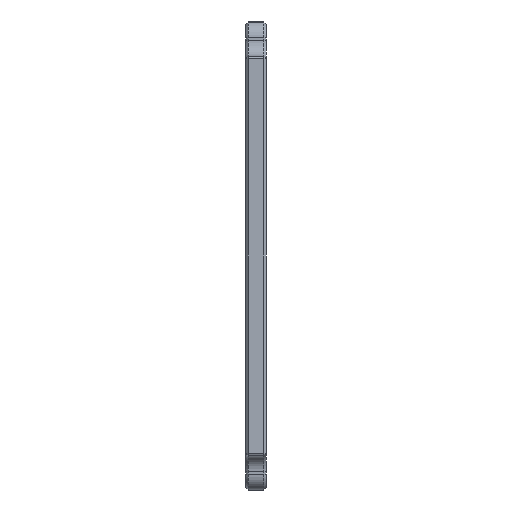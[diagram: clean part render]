
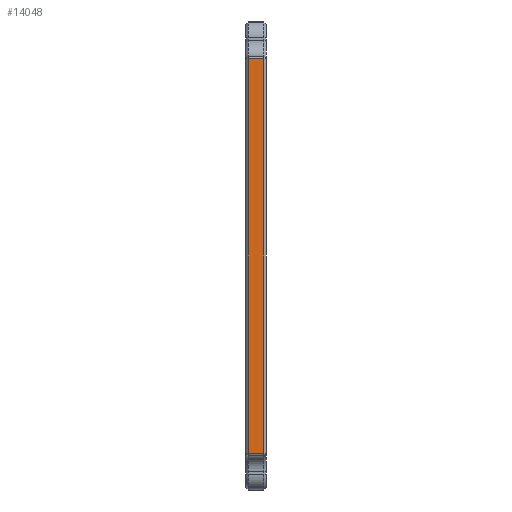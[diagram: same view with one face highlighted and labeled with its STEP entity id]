
A CAD part, left-side view. The second image highlights one B-rep face of the part: STEP entity #14048.
In plain terms, the highlighted planar face has unit normal (-1, 0, 0).
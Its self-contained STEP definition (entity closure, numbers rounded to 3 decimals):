
#189=PLANE('',#15207);
#738=FACE_OUTER_BOUND('',#1559,.T.);
#1559=EDGE_LOOP('',(#10895,#10896,#10897,#10898));
#2951=LINE('',#22196,#4642);
#2972=LINE('',#22256,#4663);
#2973=LINE('',#22260,#4664);
#2974=LINE('',#22261,#4665);
#4642=VECTOR('',#17585,10.);
#4663=VECTOR('',#17656,10.);
#4664=VECTOR('',#17661,10.);
#4665=VECTOR('',#17662,10.);
#7077=VERTEX_POINT('',#22193);
#7078=VERTEX_POINT('',#22195);
#7092=VERTEX_POINT('',#22255);
#7093=VERTEX_POINT('',#22259);
#8547=EDGE_CURVE('',#7077,#7078,#2951,.T.);
#8577=EDGE_CURVE('',#7078,#7092,#2972,.T.);
#8579=EDGE_CURVE('',#7093,#7077,#2973,.T.);
#8580=EDGE_CURVE('',#7092,#7093,#2974,.T.);
#10895=ORIENTED_EDGE('',*,*,#8547,.F.);
#10896=ORIENTED_EDGE('',*,*,#8579,.F.);
#10897=ORIENTED_EDGE('',*,*,#8580,.F.);
#10898=ORIENTED_EDGE('',*,*,#8577,.F.);
#14048=ADVANCED_FACE('',(#738),#189,.T.);
#15207=AXIS2_PLACEMENT_3D('',#22258,#17659,#17660);
#17585=DIRECTION('',(0.,0.,1.));
#17656=DIRECTION('',(0.,-1.,0.));
#17659=DIRECTION('center_axis',(-1.,0.,0.));
#17660=DIRECTION('ref_axis',(0.,0.,-1.));
#17661=DIRECTION('',(0.,1.,0.));
#17662=DIRECTION('',(0.,0.,-1.));
#22193=CARTESIAN_POINT('',(-97.632,4.6,-37.05));
#22195=CARTESIAN_POINT('',(-97.632,4.6,38.15));
#22196=CARTESIAN_POINT('',(-97.632,4.6,19.6));
#22255=CARTESIAN_POINT('',(-97.632,1.6,38.15));
#22256=CARTESIAN_POINT('',(-97.632,5.1,38.15));
#22258=CARTESIAN_POINT('Origin',(-97.632,5.1,38.65));
#22259=CARTESIAN_POINT('',(-97.632,1.6,-37.05));
#22260=CARTESIAN_POINT('',(-97.632,5.1,-37.05));
#22261=CARTESIAN_POINT('',(-97.632,1.6,19.6));
